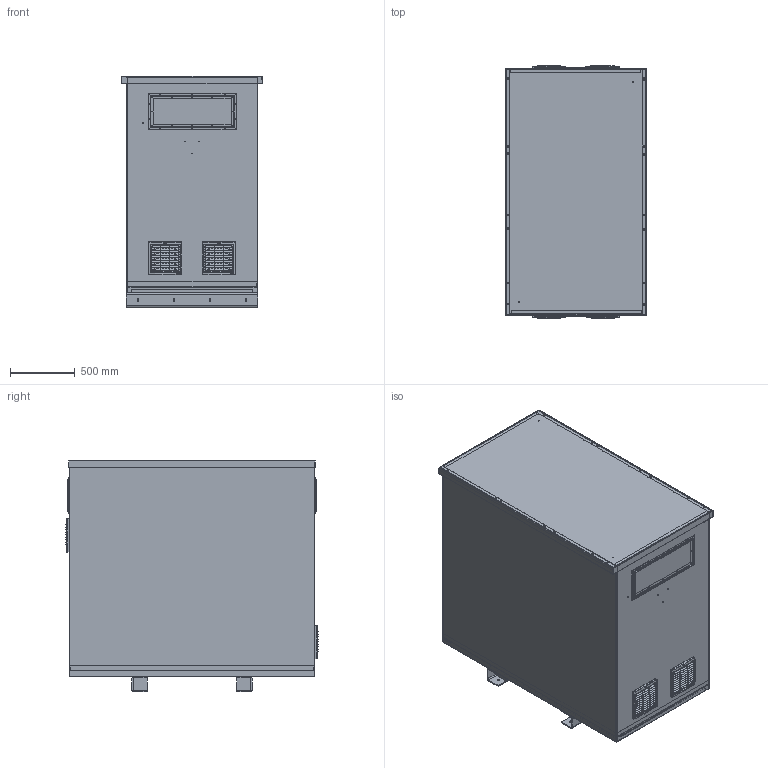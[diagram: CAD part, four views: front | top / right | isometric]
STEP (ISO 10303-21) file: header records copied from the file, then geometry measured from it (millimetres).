
FILE_DESCRIPTION(/* description */ (''),/* implementation_level */ '2;1');
FILE_NAME(/* name */ 'RC200_IP54_3D.stp',/* time_stamp */ '2023-09-21T09:16:39+02:00',/* author */ ('amr'),/* organization */ (''),/* preprocessor_version */ 'ST-DEVELOPER v16.13',/* originating_system */ 'Autodesk Inventor 2018',/* authorisation */ '');
FILE_SCHEMA (('AUTOMOTIVE_DESIGN { 1 0 10303 214 3 1 1 }'));
Products named in the file (1): RC200_IP54_3D
Bounding box: 1093 x 1948.65 x 1788.5 mm (x, y, z)
Volume: 68377845.4 mm3; surface area: 32942030.1 mm2
Topology: 44 solids, 44 shells, 2608 faces, 7690 edges, 4963 vertices
Faces by surface type: plane 1455, cylinder 418, sphere 356, bspline 300, cone 51, torus 28
Full cylindrical faces by diameter (mm): 3.5 x3, 4.134 x2, 6 x24, 7 x44, 8 x23, 10.106 x10, 11 x8, 14 x28, 20 x4, 25 x10, 211 x2
Entity records: 95315 total; most frequent: CARTESIAN_POINT 23889, ORIENTED_EDGE 14906, DIRECTION 14826, EDGE_CURVE 7453, AXIS2_PLACEMENT_3D 5520, VERTEX_POINT 4951, LINE 3786, VECTOR 3786
